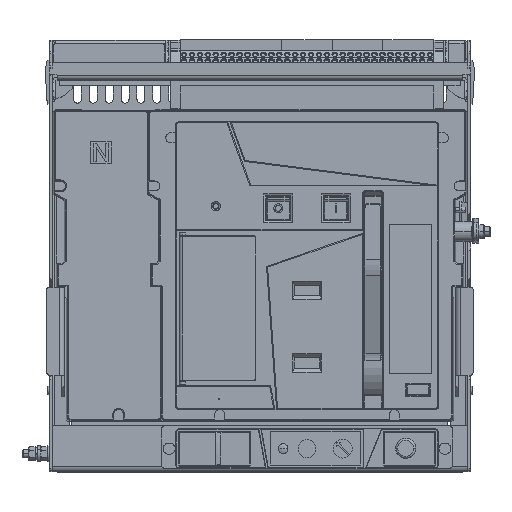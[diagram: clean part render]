
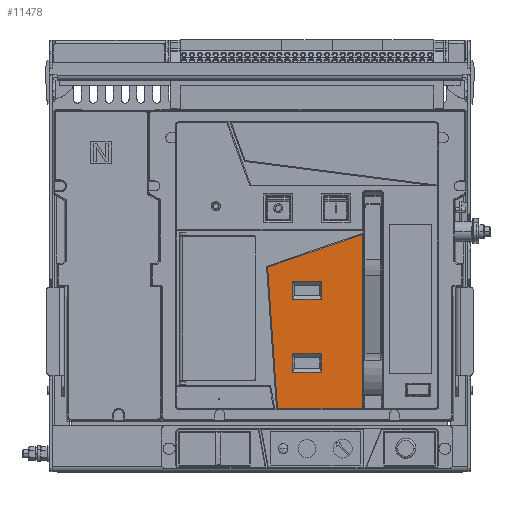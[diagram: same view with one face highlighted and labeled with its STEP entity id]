
A CAD part, top view. The second image highlights one B-rep face of the part: STEP entity #11478.
In plain terms, the highlighted face is planar.
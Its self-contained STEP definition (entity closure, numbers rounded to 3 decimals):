
#1 = EDGE_CURVE ( 'NONE', #49392, #69680, #105132, .T. ) ;
#82 = ORIENTED_EDGE ( 'NONE', *, *, #109176, .T. ) ;
#316 = VECTOR ( 'NONE', #56888, 1000. ) ;
#2317 = ORIENTED_EDGE ( 'NONE', *, *, #79699, .T. ) ;
#2807 = VERTEX_POINT ( 'NONE', #50471 ) ;
#5270 = CARTESIAN_POINT ( 'NONE',  ( 101.5, 16.1, -9. ) ) ;
#5450 = ORIENTED_EDGE ( 'NONE', *, *, #27073, .T. ) ;
#5458 = CARTESIAN_POINT ( 'NONE',  ( 31.1, -39., -9. ) ) ;
#6008 = ORIENTED_EDGE ( 'NONE', *, *, #50236, .T. ) ;
#6949 = EDGE_CURVE ( 'NONE', #60400, #113692, #20983, .T. ) ;
#7009 = CARTESIAN_POINT ( 'NONE',  ( 37.1, -39., -9. ) ) ;
#7150 = ORIENTED_EDGE ( 'NONE', *, *, #53442, .T. ) ;
#8587 = CARTESIAN_POINT ( 'NONE',  ( 212.1, 89.5, -9. ) ) ;
#9029 = CARTESIAN_POINT ( 'NONE',  ( 212.1, 70.9, -9. ) ) ;
#11478 = ADVANCED_FACE ( 'NONE', ( #114821, #103242, #134678 ), #21131, .F. ) ;
#11524 = CARTESIAN_POINT ( 'NONE',  ( 116.361, -44.746, -9. ) ) ;
#14337 = LINE ( 'NONE', #98463, #44165 ) ;
#15368 = EDGE_CURVE ( 'NONE', #19922, #131265, #14337, .T. ) ;
#18775 = CARTESIAN_POINT ( 'NONE',  ( 72.5, 89.5, -9. ) ) ;
#18972 = CARTESIAN_POINT ( 'NONE',  ( 101.5, -52., -9. ) ) ;
#19922 = VERTEX_POINT ( 'NONE', #5458 ) ;
#20066 = EDGE_CURVE ( 'NONE', #55547, #55107, #126420, .T. ) ;
#20461 = CARTESIAN_POINT ( 'NONE',  ( 212.1, -52., -9. ) ) ;
#20983 = LINE ( 'NONE', #18972, #125832 ) ;
#21131 = PLANE ( 'NONE',  #115716 ) ;
#21196 = VERTEX_POINT ( 'NONE', #49889 ) ;
#21356 = EDGE_LOOP ( 'NONE', ( #5450, #36032, #116314, #82 ) ) ;
#26443 = DIRECTION ( 'NONE',  ( -1., 0., 0. ) ) ;
#26788 = CARTESIAN_POINT ( 'NONE',  ( 212.1, -2.5, -9. ) ) ;
#27073 = EDGE_CURVE ( 'NONE', #107145, #2807, #126869, .T. ) ;
#28125 = CARTESIAN_POINT ( 'NONE',  ( 72.5, 16.1, -9. ) ) ;
#30898 = EDGE_LOOP ( 'NONE', ( #7150, #128179, #48125, #90741 ) ) ;
#31168 = CARTESIAN_POINT ( 'NONE',  ( 72.5, -52., -9. ) ) ;
#32020 = EDGE_LOOP ( 'NONE', ( #2317, #106542, #58516, #6008 ) ) ;
#32621 = VECTOR ( 'NONE', #50282, 1000. ) ;
#33415 = DIRECTION ( 'NONE',  ( 1., 0., 0. ) ) ;
#34848 = VERTEX_POINT ( 'NONE', #28125 ) ;
#36032 = ORIENTED_EDGE ( 'NONE', *, *, #133946, .T. ) ;
#42735 = VECTOR ( 'NONE', #123197, 1000. ) ;
#42964 = VECTOR ( 'NONE', #26443, 1000. ) ;
#44165 = VECTOR ( 'NONE', #56041, 1000. ) ;
#47584 = VECTOR ( 'NONE', #89777, 1000. ) ;
#48125 = ORIENTED_EDGE ( 'NONE', *, *, #111462, .T. ) ;
#49392 = VERTEX_POINT ( 'NONE', #68538 ) ;
#49741 = DIRECTION ( 'NONE',  ( 0., 1., 0. ) ) ;
#49889 = CARTESIAN_POINT ( 'NONE',  ( 72.5, -2.5, -9. ) ) ;
#50236 = EDGE_CURVE ( 'NONE', #69680, #34848, #89366, .T. ) ;
#50282 = DIRECTION ( 'NONE',  ( -1., 0., 0. ) ) ;
#50471 = CARTESIAN_POINT ( 'NONE',  ( 72.5, 70.9, -9. ) ) ;
#52029 = LINE ( 'NONE', #62273, #42735 ) ;
#53134 = DIRECTION ( 'NONE',  ( 0., 1., 0. ) ) ;
#53442 = EDGE_CURVE ( 'NONE', #55107, #19922, #78154, .T. ) ;
#55107 = VERTEX_POINT ( 'NONE', #79407 ) ;
#55547 = VERTEX_POINT ( 'NONE', #101617 ) ;
#56041 = DIRECTION ( 'NONE',  ( 0., 1., 0. ) ) ;
#56888 = DIRECTION ( 'NONE',  ( 1., 0., 0. ) ) ;
#58516 = ORIENTED_EDGE ( 'NONE', *, *, #1, .T. ) ;
#59360 = VECTOR ( 'NONE', #109825, 1000. ) ;
#60400 = VERTEX_POINT ( 'NONE', #124652 ) ;
#62273 = CARTESIAN_POINT ( 'NONE',  ( 72.5, -52., -9. ) ) ;
#68102 = CARTESIAN_POINT ( 'NONE',  ( 251.869, 60.23, -9. ) ) ;
#68538 = CARTESIAN_POINT ( 'NONE',  ( 101.5, -2.5, -9. ) ) ;
#69680 = VERTEX_POINT ( 'NONE', #5270 ) ;
#75628 = VECTOR ( 'NONE', #115478, 1000. ) ;
#78154 = LINE ( 'NONE', #7009, #47584 ) ;
#79407 = CARTESIAN_POINT ( 'NONE',  ( 116.763, -39., -9. ) ) ;
#79699 = EDGE_CURVE ( 'NONE', #34848, #21196, #52029, .T. ) ;
#80452 = VECTOR ( 'NONE', #124597, 1000. ) ;
#82723 = DIRECTION ( 'NONE',  ( 0., 0., 1. ) ) ;
#83550 = LINE ( 'NONE', #9029, #80452 ) ;
#88027 = CARTESIAN_POINT ( 'NONE',  ( 212.1, 16.1, -9. ) ) ;
#89366 = LINE ( 'NONE', #88027, #42964 ) ;
#89777 = DIRECTION ( 'NONE',  ( -1., 0., 0. ) ) ;
#90741 = ORIENTED_EDGE ( 'NONE', *, *, #20066, .T. ) ;
#98463 = CARTESIAN_POINT ( 'NONE',  ( 31.1, -52., -9. ) ) ;
#100719 = VECTOR ( 'NONE', #114580, 1000. ) ;
#101617 = CARTESIAN_POINT ( 'NONE',  ( 126.727, 103.495, -9. ) ) ;
#102276 = LINE ( 'NONE', #8587, #32621 ) ;
#103242 = FACE_BOUND ( 'NONE', #21356, .T. ) ;
#103299 = CARTESIAN_POINT ( 'NONE',  ( 101.5, 89.5, -9. ) ) ;
#105132 = LINE ( 'NONE', #127672, #130560 ) ;
#106542 = ORIENTED_EDGE ( 'NONE', *, *, #122852, .T. ) ;
#107145 = VERTEX_POINT ( 'NONE', #18775 ) ;
#109176 = EDGE_CURVE ( 'NONE', #113692, #107145, #102276, .T. ) ;
#109825 = DIRECTION ( 'NONE',  ( 0.945, -0.327, 0. ) ) ;
#111462 = EDGE_CURVE ( 'NONE', #131265, #55547, #130338, .T. ) ;
#113692 = VERTEX_POINT ( 'NONE', #103299 ) ;
#114580 = DIRECTION ( 'NONE',  ( 0., -1., 0. ) ) ;
#114821 = FACE_OUTER_BOUND ( 'NONE', #30898, .T. ) ;
#115478 = DIRECTION ( 'NONE',  ( -0.07, -0.998, 0. ) ) ;
#115716 = AXIS2_PLACEMENT_3D ( 'NONE', #20461, #82723, #33415 ) ;
#116314 = ORIENTED_EDGE ( 'NONE', *, *, #6949, .T. ) ;
#121840 = LINE ( 'NONE', #26788, #316 ) ;
#122852 = EDGE_CURVE ( 'NONE', #21196, #49392, #121840, .T. ) ;
#123197 = DIRECTION ( 'NONE',  ( 0., -1., 0. ) ) ;
#123351 = CARTESIAN_POINT ( 'NONE',  ( 31.1, 136.556, -9. ) ) ;
#124597 = DIRECTION ( 'NONE',  ( 1., 0., 0. ) ) ;
#124652 = CARTESIAN_POINT ( 'NONE',  ( 101.5, 70.9, -9. ) ) ;
#125832 = VECTOR ( 'NONE', #49741, 1000. ) ;
#126420 = LINE ( 'NONE', #11524, #75628 ) ;
#126869 = LINE ( 'NONE', #31168, #100719 ) ;
#127672 = CARTESIAN_POINT ( 'NONE',  ( 101.5, -52., -9. ) ) ;
#128179 = ORIENTED_EDGE ( 'NONE', *, *, #15368, .T. ) ;
#130338 = LINE ( 'NONE', #68102, #59360 ) ;
#130560 = VECTOR ( 'NONE', #53134, 1000. ) ;
#131265 = VERTEX_POINT ( 'NONE', #123351 ) ;
#133946 = EDGE_CURVE ( 'NONE', #2807, #60400, #83550, .T. ) ;
#134678 = FACE_BOUND ( 'NONE', #32020, .T. ) ;
